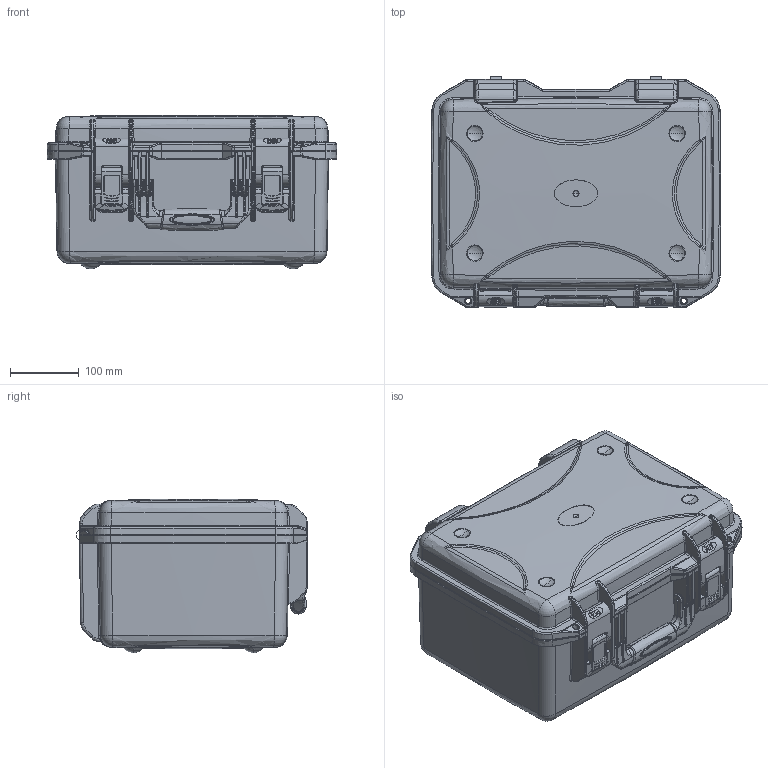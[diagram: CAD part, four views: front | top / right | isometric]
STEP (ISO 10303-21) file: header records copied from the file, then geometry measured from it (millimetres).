
FILE_DESCRIPTION((''),'2;1');
FILE_NAME('5003CP_ASM','2018-05-29T',('Administrator'),(''),'PRO/ENGINEER BY PARAMETRIC TECHNOLOGY CORPORATION, 2009440','PRO/ENGINEER BY PARAMETRIC TECHNOLOGY CORPORATION, 2009440','');
FILE_SCHEMA(('CONFIG_CONTROL_DESIGN'));
Length unit declared in the file: millimetre
Products named in the file (13): PRT0012_; PRT0013_; PRT0014_; PRT0015_; ASM0009__ASM; CP_1LASUO-GAI_X_1_; CP_1LASUO-ZUO_X_1_; LASUO-X_ASM_1__ASM; LASUO4TH_; LASUO4GOU_; LASUO4KOUXIALA_; LASUO4__ASM; 5003CP_ASM
Assembly tree (13 placements, depth 4):
  5003CP_ASM
    ASM0009__ASM
      PRT0012_
      PRT0013_
      PRT0014_
      PRT0015_
    LASUO4__ASM  x2
      LASUO-X_ASM_1__ASM
        CP_1LASUO-GAI_X_1_
        CP_1LASUO-ZUO_X_1_
      LASUO4TH_
      LASUO4GOU_
      LASUO4KOUXIALA_
Bounding box: 420.93 x 335.39 x 222.93 mm (x, y, z)
Volume: 2150420.8 mm3; surface area: 1262594.7 mm2
Topology: 14 solids, 20 shells, 4159 faces, 10492 edges, 6168 vertices
Faces by surface type: cylinder 1357, bspline 1276, plane 742, torus 445, cone 156, sphere 153, extrusion 28, revolution 2
Entity records: 205241 total; most frequent: CARTESIAN_POINT 136303, ORIENTED_EDGE 16227, DIRECTION 11242, EDGE_CURVE 8133, VERTEX_POINT 4854, AXIS2_PLACEMENT_3D 4453, B_SPLINE_CURVE_WITH_KNOTS 3667, EDGE_LOOP 3429
